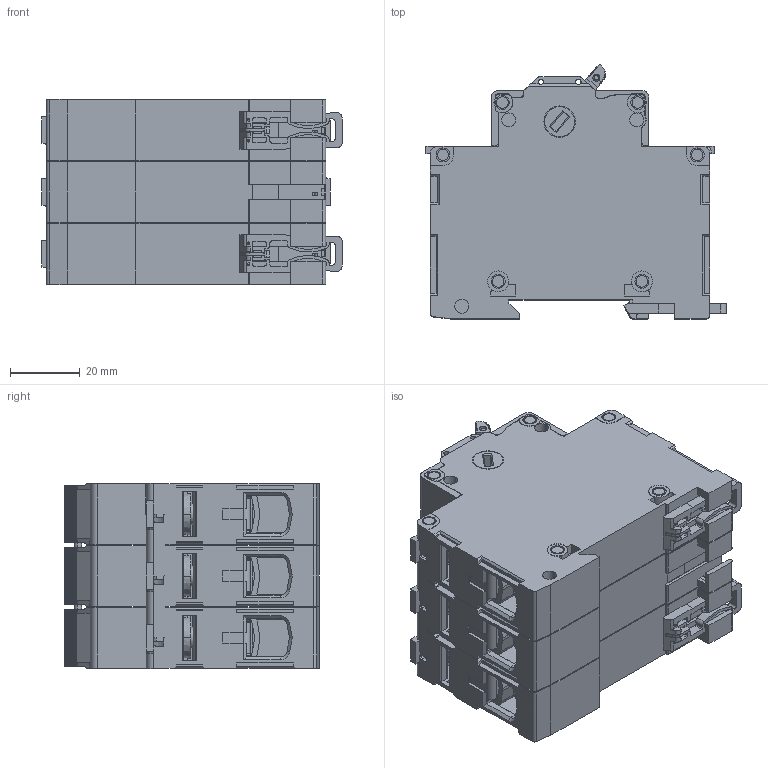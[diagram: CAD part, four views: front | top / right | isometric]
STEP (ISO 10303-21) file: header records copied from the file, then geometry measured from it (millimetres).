
FILE_DESCRIPTION(('Creo Elements/Direct Modeling STEP Export'),'2;1');
FILE_NAME('IS125-Hauptschalter_40-125A_3pol.stp','2019-09-17T15:18:33',(''),(''),'Creo Elements/Direct Modeling STEP processor for AP214 (Solid Model)','Creo Elements/Direct Modeling 20.0C 26-Jan-2018 (C) Parametric Technology GmbH','');
FILE_SCHEMA(('AUTOMOTIVE_DESIGN { 1 0 10303 214 1 1 1 1 }'));
Products named in the file (2): ls9433-IS125-Hauptschalter-3D-Dummy_3
Assembly tree (1 placements, depth 2):
  ls9433-IS125-Hauptschalter-3D-Dummy_3
    ls9433-IS125-Hauptschalter-3D-Dummy_3
Bounding box: 86 x 72.79 x 53.1 mm (x, y, z)
Volume: 196284.1 mm3; surface area: 83261.5 mm2
Topology: 1 solids, 1 shells, 3629 faces, 10463 edges, 6820 vertices
Faces by surface type: plane 2468, cylinder 981, cone 124, torus 36, sphere 20
Entity records: 124722 total; most frequent: CARTESIAN_POINT 29809, ORIENTED_EDGE 20862, DIRECTION 18696, EDGE_CURVE 10431, VECTOR 7422, LINE 7422, VERTEX_POINT 6820, AXIS2_PLACEMENT_3D 5637
